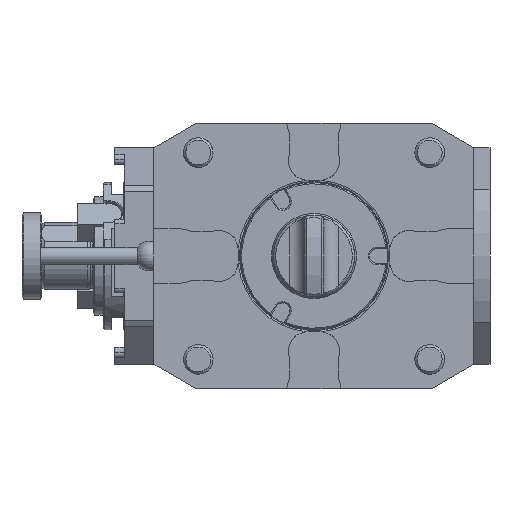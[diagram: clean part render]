
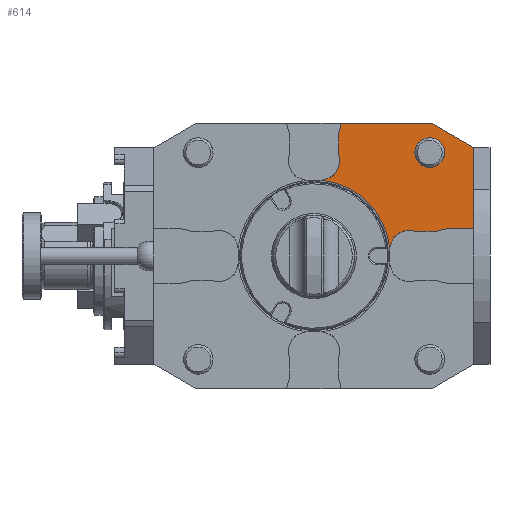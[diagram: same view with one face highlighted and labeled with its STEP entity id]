
A CAD part, front view. The second image highlights one B-rep face of the part: STEP entity #614.
In plain terms, the highlighted planar face has unit normal (0, -1, 0).
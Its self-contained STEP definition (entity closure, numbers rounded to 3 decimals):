
#316 = ORIENTED_EDGE ( 'NONE', *, *, #23298, .F. ) ;
#614 = ADVANCED_FACE ( 'Defeature completata1_17', ( #19259, #8996 ), #22060, .F. ) ;
#764 = CARTESIAN_POINT ( 'NONE',  ( 11., 43., 54. ) ) ;
#997 = DIRECTION ( 'NONE',  ( 0., 1., 0. ) ) ;
#1542 = CARTESIAN_POINT ( 'NONE',  ( 54., 43., 11. ) ) ;
#1610 = EDGE_CURVE ( 'NONE', #37296, #32806, #30805, .T. ) ;
#2006 = ORIENTED_EDGE ( 'NONE', *, *, #41970, .T. ) ;
#2189 = CARTESIAN_POINT ( 'NONE',  ( 0., 43., 0. ) ) ;
#2310 = VECTOR ( 'NONE', #23864, 1000. ) ;
#2315 = CARTESIAN_POINT ( 'NONE',  ( 3.166, 43., 30.787 ) ) ;
#2531 = DIRECTION ( 'NONE',  ( 0., 1., 0. ) ) ;
#2947 = CARTESIAN_POINT ( 'NONE',  ( 132.4, 43., 0. ) ) ;
#3745 = CIRCLE ( 'NONE', #37968, 8. ) ;
#4183 = EDGE_CURVE ( 'NONE', #5652, #24538, #6686, .T. ) ;
#4698 = DIRECTION ( 'NONE',  ( 0., 1., 0. ) ) ;
#4925 = AXIS2_PLACEMENT_3D ( 'NONE', #16805, #29406, #9942 ) ;
#5486 = CIRCLE ( 'NONE', #6162, 30.949 ) ;
#5652 = VERTEX_POINT ( 'NONE', #31937 ) ;
#6162 = AXIS2_PLACEMENT_3D ( 'NONE', #2189, #24927, #18926 ) ;
#6686 = LINE ( 'NONE', #22949, #24117 ) ;
#6913 = ORIENTED_EDGE ( 'NONE', *, *, #13921, .T. ) ;
#7813 = VERTEX_POINT ( 'NONE', #34620 ) ;
#8996 = FACE_OUTER_BOUND ( 'NONE', #11956, .T. ) ;
#9942 = DIRECTION ( 'NONE',  ( 0., 0., -1. ) ) ;
#10470 = CARTESIAN_POINT ( 'NONE',  ( 41.248, 43., 10. ) ) ;
#10508 = DIRECTION ( 'NONE',  ( 0., 1., 0. ) ) ;
#10717 = CARTESIAN_POINT ( 'NONE',  ( 47., 43., 42. ) ) ;
#11956 = EDGE_LOOP ( 'NONE', ( #30567, #18592, #316, #15128, #18320, #2006, #27303, #14279, #6913, #21690, #33806 ) ) ;
#13142 = DIRECTION ( 'NONE',  ( 0., 0., -1. ) ) ;
#13458 = VERTEX_POINT ( 'NONE', #2315 ) ;
#13525 = EDGE_CURVE ( 'NONE', #5652, #31689, #23104, .T. ) ;
#13921 = EDGE_CURVE ( 'NONE', #37328, #32062, #41000, .T. ) ;
#13948 = CARTESIAN_POINT ( 'NONE',  ( -65., 43., 54. ) ) ;
#14279 = ORIENTED_EDGE ( 'NONE', *, *, #35444, .F. ) ;
#14375 = CIRCLE ( 'NONE', #36228, 8. ) ;
#14477 = CIRCLE ( 'NONE', #33618, 6. ) ;
#15128 = ORIENTED_EDGE ( 'NONE', *, *, #1610, .T. ) ;
#15445 = DIRECTION ( 'NONE',  ( 0., 0., 1. ) ) ;
#15841 = AXIS2_PLACEMENT_3D ( 'NONE', #2947, #2531, #15445 ) ;
#16568 = CARTESIAN_POINT ( 'NONE',  ( 54., 43., 3. ) ) ;
#16805 = CARTESIAN_POINT ( 'NONE',  ( 38.75, 43., 2.4 ) ) ;
#17823 = CARTESIAN_POINT ( 'NONE',  ( 47.679, 43., 54. ) ) ;
#18320 = ORIENTED_EDGE ( 'NONE', *, *, #19885, .F. ) ;
#18459 = CARTESIAN_POINT ( 'NONE',  ( 10., 43., 50.127 ) ) ;
#18592 = ORIENTED_EDGE ( 'NONE', *, *, #13525, .T. ) ;
#18926 = DIRECTION ( 'NONE',  ( 0., 0., 1. ) ) ;
#19079 = VECTOR ( 'NONE', #32997, 1000. ) ;
#19108 = VECTOR ( 'NONE', #26952, 1000. ) ;
#19259 = FACE_BOUND ( 'NONE', #38918, .T. ) ;
#19727 = DIRECTION ( 'NONE',  ( 0., 0., -1. ) ) ;
#19885 = EDGE_CURVE ( 'NONE', #41275, #32806, #23969, .T. ) ;
#20727 = CARTESIAN_POINT ( 'NONE',  ( 65., 43., 11. ) ) ;
#21690 = ORIENTED_EDGE ( 'NONE', *, *, #27410, .F. ) ;
#22060 = PLANE ( 'NONE',  #15841 ) ;
#22428 = VECTOR ( 'NONE', #24928, 1000. ) ;
#22896 = CARTESIAN_POINT ( 'NONE',  ( 134.603, 43., 3.815 ) ) ;
#22949 = CARTESIAN_POINT ( 'NONE',  ( 65., 43., 54. ) ) ;
#23104 = LINE ( 'NONE', #22896, #30582 ) ;
#23298 = EDGE_CURVE ( 'NONE', #37296, #31689, #31229, .T. ) ;
#23864 = DIRECTION ( 'NONE',  ( 1., 0., 0. ) ) ;
#23950 = EDGE_CURVE ( 'NONE', #13458, #28137, #5486, .T. ) ;
#23969 = LINE ( 'NONE', #40244, #19079 ) ;
#23972 = CARTESIAN_POINT ( 'NONE',  ( 50.127, 43., 10. ) ) ;
#23996 = CARTESIAN_POINT ( 'NONE',  ( 3., 43., 54. ) ) ;
#24117 = VECTOR ( 'NONE', #19727, 1000. ) ;
#24538 = VERTEX_POINT ( 'NONE', #20727 ) ;
#24698 = VERTEX_POINT ( 'NONE', #38190 ) ;
#24927 = DIRECTION ( 'NONE',  ( 0., 1., 0. ) ) ;
#24928 = DIRECTION ( 'NONE',  ( 1., 0., 0. ) ) ;
#25116 = CARTESIAN_POINT ( 'NONE',  ( 30.787, 43., 3.166 ) ) ;
#25734 = DIRECTION ( 'NONE',  ( 0., 0., 1. ) ) ;
#26952 = DIRECTION ( 'NONE',  ( 1., 0., 0. ) ) ;
#27303 = ORIENTED_EDGE ( 'NONE', *, *, #23950, .T. ) ;
#27410 = EDGE_CURVE ( 'NONE', #7813, #32062, #3745, .T. ) ;
#28137 = VERTEX_POINT ( 'NONE', #25116 ) ;
#29054 = CARTESIAN_POINT ( 'NONE',  ( 10., 43., 41.248 ) ) ;
#29406 = DIRECTION ( 'NONE',  ( 0., -1., 0. ) ) ;
#30567 = ORIENTED_EDGE ( 'NONE', *, *, #4183, .F. ) ;
#30582 = VECTOR ( 'NONE', #35527, 1000. ) ;
#30805 = CIRCLE ( 'NONE', #42451, 8. ) ;
#31229 = LINE ( 'NONE', #13948, #19108 ) ;
#31689 = VERTEX_POINT ( 'NONE', #17823 ) ;
#31937 = CARTESIAN_POINT ( 'NONE',  ( 65., 43., 44. ) ) ;
#32062 = VERTEX_POINT ( 'NONE', #23972 ) ;
#32806 = VERTEX_POINT ( 'NONE', #18459 ) ;
#32997 = DIRECTION ( 'NONE',  ( 0., 0., 1. ) ) ;
#33618 = AXIS2_PLACEMENT_3D ( 'NONE', #10717, #10508, #25734 ) ;
#33717 = EDGE_CURVE ( 'NONE', #24698, #24698, #14477, .T. ) ;
#33806 = ORIENTED_EDGE ( 'NONE', *, *, #39784, .T. ) ;
#34464 = DIRECTION ( 'NONE',  ( 0., 0., 1. ) ) ;
#34620 = CARTESIAN_POINT ( 'NONE',  ( 54., 43., 11. ) ) ;
#35193 = CARTESIAN_POINT ( 'NONE',  ( 41.248, 43., 10. ) ) ;
#35444 = EDGE_CURVE ( 'NONE', #37328, #28137, #41855, .T. ) ;
#35527 = DIRECTION ( 'NONE',  ( -0.866, 0., 0.5 ) ) ;
#35791 = DIRECTION ( 'NONE',  ( 0., -1., 0. ) ) ;
#36228 = AXIS2_PLACEMENT_3D ( 'NONE', #40232, #997, #37230 ) ;
#37141 = LINE ( 'NONE', #1542, #2310 ) ;
#37230 = DIRECTION ( 'NONE',  ( 0., 0., 1. ) ) ;
#37296 = VERTEX_POINT ( 'NONE', #764 ) ;
#37328 = VERTEX_POINT ( 'NONE', #10470 ) ;
#37968 = AXIS2_PLACEMENT_3D ( 'NONE', #16568, #35791, #13142 ) ;
#38190 = CARTESIAN_POINT ( 'NONE',  ( 47., 43., 48. ) ) ;
#38918 = EDGE_LOOP ( 'NONE', ( #41491 ) ) ;
#39784 = EDGE_CURVE ( 'NONE', #7813, #24538, #37141, .T. ) ;
#40232 = CARTESIAN_POINT ( 'NONE',  ( 2.4, 43., 38.75 ) ) ;
#40244 = CARTESIAN_POINT ( 'NONE',  ( 10., 43., 41.248 ) ) ;
#41000 = LINE ( 'NONE', #35193, #22428 ) ;
#41275 = VERTEX_POINT ( 'NONE', #29054 ) ;
#41491 = ORIENTED_EDGE ( 'NONE', *, *, #33717, .T. ) ;
#41855 = CIRCLE ( 'NONE', #4925, 8. ) ;
#41970 = EDGE_CURVE ( 'NONE', #41275, #13458, #14375, .T. ) ;
#42451 = AXIS2_PLACEMENT_3D ( 'NONE', #23996, #4698, #34464 ) ;
